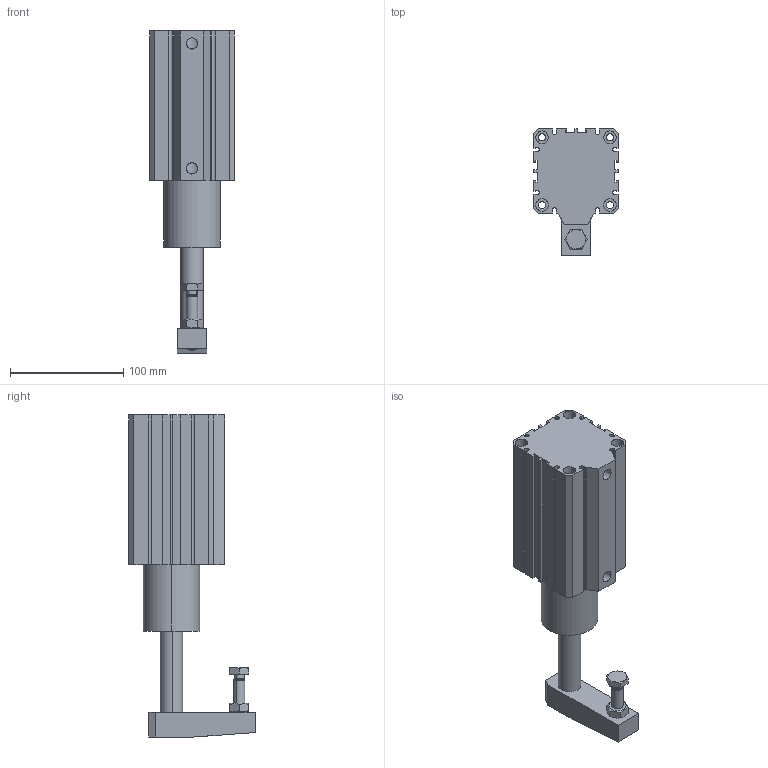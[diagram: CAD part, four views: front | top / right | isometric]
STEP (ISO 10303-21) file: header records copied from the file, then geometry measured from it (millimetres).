
FILE_DESCRIPTION((''),'2;1');
FILE_NAME('SC63.stp','2004-02-12T10:39:09',('matthew'),(''),'Autodesk Inventor (R) 6.0','Autodesk Inventor (R) 6.0','');
FILE_SCHEMA(('AUTOMOTIVE_DESIGN { 1 0 10303 214 1 1 1 1 }'));
Length unit declared in the file: millimetre
Products named in the file (7): SC63; SC631; SC632; SC633; SC634; SC635; SC636
Assembly tree (6 placements, depth 2):
  SC63
    SC631
    SC632
    SC633
    SC634
    SC635
    SC636
Bounding box: 75 x 111.5 x 284.8 mm (x, y, z)
Volume: 840638.7 mm3; surface area: 132728.8 mm2
Topology: 6 solids, 6 shells, 256 faces, 634 edges, 406 vertices
Faces by surface type: plane 117, bspline 79, cylinder 38, cone 22
Entity records: 8767 total; most frequent: CARTESIAN_POINT 2710, ORIENTED_EDGE 1264, DIRECTION 1179, EDGE_CURVE 632, VERTEX_POINT 406, AXIS2_PLACEMENT_3D 393, VECTOR 393, LINE 393
